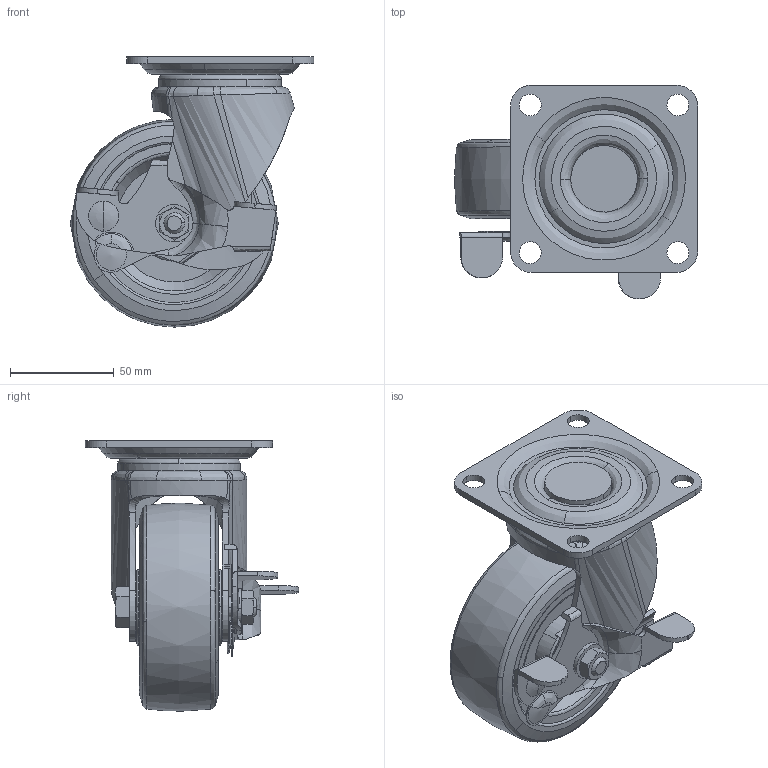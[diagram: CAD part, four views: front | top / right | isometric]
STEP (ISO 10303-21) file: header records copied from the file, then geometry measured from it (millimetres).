
FILE_DESCRIPTION((''),'2;1');
FILE_NAME('','2009-03-19T14:25:31',(''),(''),'','CADfix','');
FILE_SCHEMA(('AUTOMOTIVE_DESIGN { 1 0 10303 214 1 1 1 1 }'));
Length unit declared in the file: millimetre
Bounding box: 117 x 102.55 x 129.99 mm (x, y, z)
Volume: 379872.4 mm3; surface area: 96512.7 mm2
Topology: 7 solids, 7 shells, 405 faces, 1177 edges, 805 vertices
Faces by surface type: bspline 405
Entity records: 18421 total; most frequent: CARTESIAN_POINT 11896, ORIENTED_EDGE 2346, EDGE_CURVE 1173, VERTEX_POINT 805, EDGE_LOOP 450, FACE_OUTER_BOUND 405, ADVANCED_FACE 405, QUASI_UNIFORM_CURVE 377
